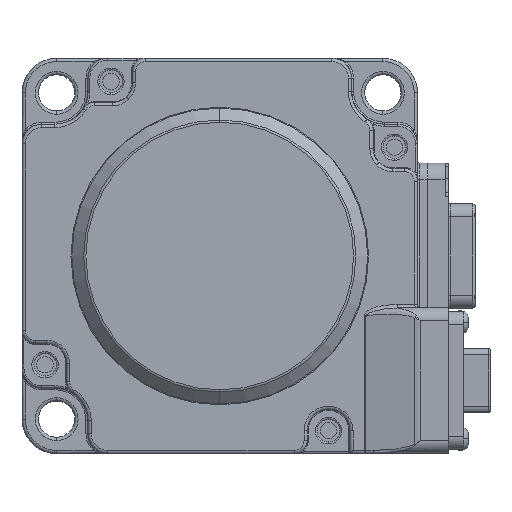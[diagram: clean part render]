
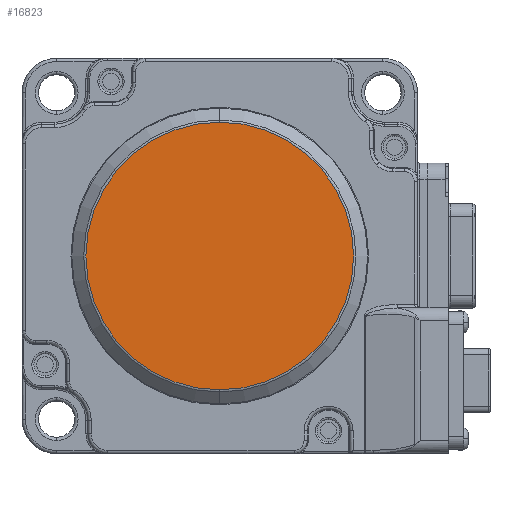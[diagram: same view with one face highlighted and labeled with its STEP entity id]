
A CAD part, front view. The second image highlights one B-rep face of the part: STEP entity #16823.
In plain terms, the highlighted planar face has unit normal (0, -1, 0).
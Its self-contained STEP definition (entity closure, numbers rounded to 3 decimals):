
#714 = CIRCLE ( 'NONE', #4775, 20.308 ) ;
#4480 = CARTESIAN_POINT ( 'NONE',  ( -67.412, -48.546, 0. ) ) ;
#4555 = ORIENTED_EDGE ( 'NONE', *, *, #20988, .T. ) ;
#4587 = DIRECTION ( 'NONE',  ( 0., -1., 0. ) ) ;
#4775 = AXIS2_PLACEMENT_3D ( 'NONE', #11524, #4587, #15513 ) ;
#5424 = EDGE_CURVE ( 'NONE', #12212, #27446, #21452, .T. ) ;
#6334 = DIRECTION ( 'NONE',  ( 0., -1., 0. ) ) ;
#6592 = FACE_OUTER_BOUND ( 'NONE', #12138, .T. ) ;
#8728 = DIRECTION ( 'NONE',  ( 0., 0., -1. ) ) ;
#9015 = CARTESIAN_POINT ( 'NONE',  ( -67.412, -48.546, 0. ) ) ;
#9494 = AXIS2_PLACEMENT_3D ( 'NONE', #4480, #12462, #17379 ) ;
#11524 = CARTESIAN_POINT ( 'NONE',  ( -67.412, -48.546, 0. ) ) ;
#12138 = EDGE_LOOP ( 'NONE', ( #19565, #4555 ) ) ;
#12212 = VERTEX_POINT ( 'NONE', #23723 ) ;
#12462 = DIRECTION ( 'NONE',  ( 0., -1., 0. ) ) ;
#13004 = PLANE ( 'NONE',  #9494 ) ;
#15513 = DIRECTION ( 'NONE',  ( 0., 0., -1. ) ) ;
#16823 = ADVANCED_FACE ( 'NONE', ( #6592 ), #13004, .T. ) ;
#17379 = DIRECTION ( 'NONE',  ( 0., 0., -1. ) ) ;
#19565 = ORIENTED_EDGE ( 'NONE', *, *, #5424, .T. ) ;
#19904 = CARTESIAN_POINT ( 'NONE',  ( -67.412, -48.546, 20.308 ) ) ;
#20087 = AXIS2_PLACEMENT_3D ( 'NONE', #9015, #6334, #8728 ) ;
#20988 = EDGE_CURVE ( 'NONE', #27446, #12212, #714, .T. ) ;
#21452 = CIRCLE ( 'NONE', #20087, 20.308 ) ;
#23723 = CARTESIAN_POINT ( 'NONE',  ( -67.412, -48.546, -20.308 ) ) ;
#27446 = VERTEX_POINT ( 'NONE', #19904 ) ;
